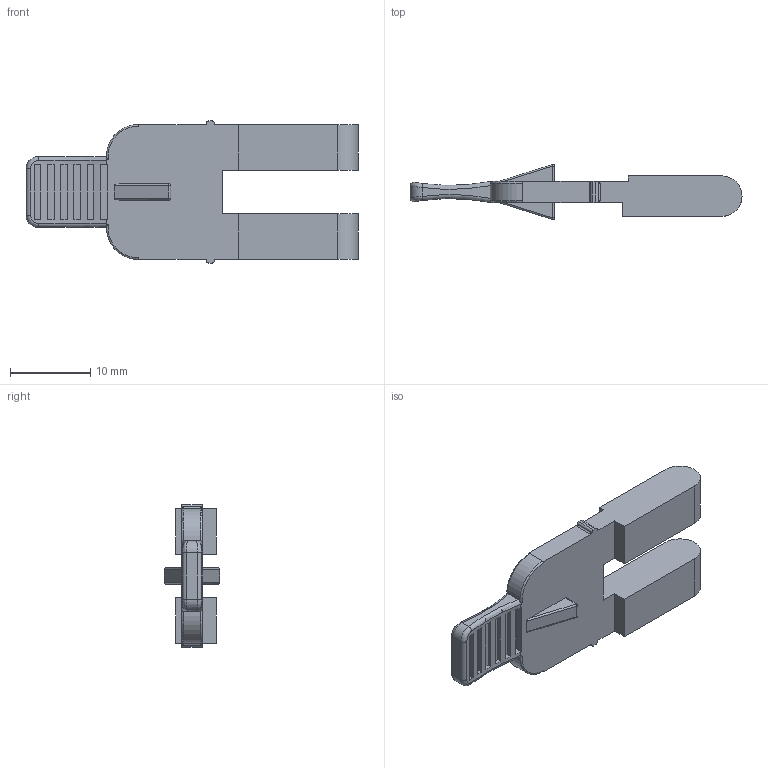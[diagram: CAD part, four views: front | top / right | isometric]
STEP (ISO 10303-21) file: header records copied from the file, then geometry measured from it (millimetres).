
FILE_DESCRIPTION (( 'STEP AP214' ), '1' );
FILE_NAME ('476502_IZUK 10W-2.STP', '2013-11-15T07:52:31', ( 'arge' ), ( 'Microsoft' ), 'SwSTEP 2.0', 'SolidWorks 2013', '' );
FILE_SCHEMA (( 'AUTOMOTIVE_DESIGN' ));
Length unit declared in the file: millimetre
Products named in the file (1): 476502_IZUK 10W-2
Bounding box: 41.33 x 6.86 x 17.7 mm (x, y, z)
Volume: 1637.2 mm3; surface area: 1871.3 mm2
Topology: 1 solids, 2 shells, 162 faces, 418 edges, 268 vertices
Faces by surface type: plane 104, cylinder 34, torus 12, bspline 8, sphere 4
Entity records: 6720 total; most frequent: CARTESIAN_POINT 1249, ORIENTED_EDGE 820, DIRECTION 780, EDGE_CURVE 410, VERTEX_POINT 264, LINE 262, VECTOR 262, AXIS2_PLACEMENT_3D 259
